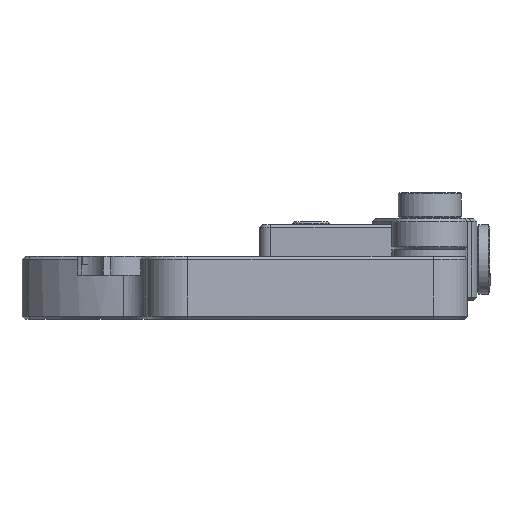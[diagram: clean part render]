
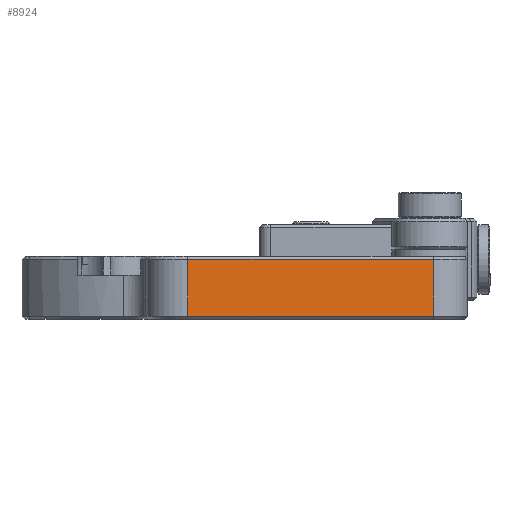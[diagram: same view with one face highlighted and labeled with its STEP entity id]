
A CAD part, left-side view. The second image highlights one B-rep face of the part: STEP entity #8924.
In plain terms, the highlighted planar face has unit normal (-0.995, -0.104, 0).
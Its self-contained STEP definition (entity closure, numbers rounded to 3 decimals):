
#1506=FACE_OUTER_BOUND('',#2069,.T.);
#2069=EDGE_LOOP('',(#7886,#7887,#7888,#7889));
#2726=LINE('',#21981,#3434);
#2773=LINE('',#22302,#3481);
#2783=LINE('',#22326,#3491);
#2784=LINE('',#22328,#3492);
#3434=VECTOR('',#11976,10.);
#3481=VECTOR('',#12151,10.);
#3491=VECTOR('',#12185,10.);
#3492=VECTOR('',#12188,10.);
#4268=VERTEX_POINT('',#21974);
#4269=VERTEX_POINT('',#21978);
#4320=VERTEX_POINT('',#22292);
#4321=VERTEX_POINT('',#22300);
#5453=EDGE_CURVE('',#4268,#4269,#2726,.T.);
#5537=EDGE_CURVE('',#4320,#4321,#2773,.T.);
#5549=EDGE_CURVE('',#4321,#4268,#2783,.T.);
#5550=EDGE_CURVE('',#4320,#4269,#2784,.T.);
#7886=ORIENTED_EDGE('',*,*,#5453,.T.);
#7887=ORIENTED_EDGE('',*,*,#5550,.F.);
#7888=ORIENTED_EDGE('',*,*,#5537,.T.);
#7889=ORIENTED_EDGE('',*,*,#5549,.T.);
#8443=PLANE('',#9904);
#8924=ADVANCED_FACE('',(#1506),#8443,.F.);
#9904=AXIS2_PLACEMENT_3D('',#22327,#12186,#12187);
#11976=DIRECTION('',(0.105,-0.995,0.));
#12151=DIRECTION('',(-0.105,0.995,0.));
#12185=DIRECTION('',(0.,0.,-1.));
#12186=DIRECTION('center_axis',(0.995,0.105,0.));
#12187=DIRECTION('ref_axis',(0.105,-0.995,0.));
#12188=DIRECTION('',(0.,0.,-1.));
#21974=CARTESIAN_POINT('',(-28.803,19.139,60.008));
#21978=CARTESIAN_POINT('',(-26.759,-0.301,60.008));
#21981=CARTESIAN_POINT('',(-28.49,16.162,60.008));
#22292=CARTESIAN_POINT('',(-26.759,-0.301,64.508));
#22300=CARTESIAN_POINT('',(-28.803,19.139,64.508));
#22302=CARTESIAN_POINT('',(-28.903,20.098,64.508));
#22326=CARTESIAN_POINT('',(-28.803,19.139,64.758));
#22327=CARTESIAN_POINT('Origin',(-28.85,19.59,64.758));
#22328=CARTESIAN_POINT('',(-26.759,-0.301,64.758));
